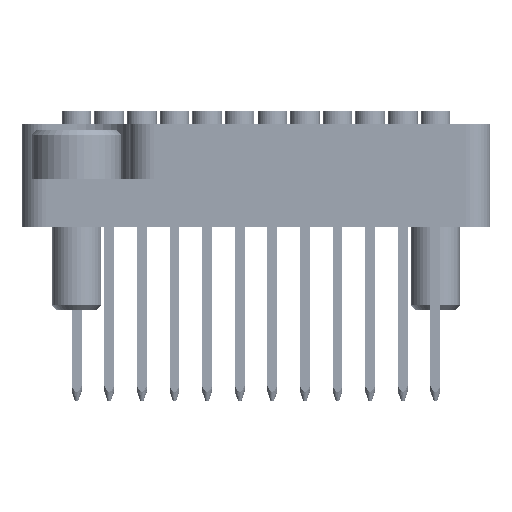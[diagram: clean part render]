
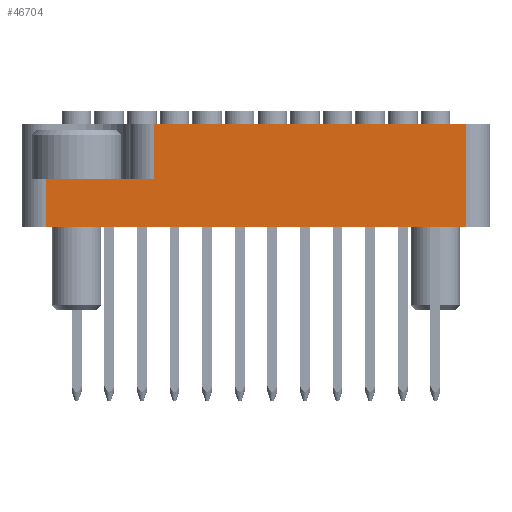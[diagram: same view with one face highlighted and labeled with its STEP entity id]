
A CAD part, front view. The second image highlights one B-rep face of the part: STEP entity #46704.
In plain terms, the highlighted face is planar.
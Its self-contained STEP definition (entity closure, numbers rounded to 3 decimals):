
#1333 = VECTOR ( 'NONE', #43085, 1000. ) ;
#1577 = CARTESIAN_POINT ( 'NONE',  ( 30., 2.95, 6.25 ) ) ;
#2012 = CARTESIAN_POINT ( 'NONE',  ( 30., 6.35, -12.85 ) ) ;
#3599 = ORIENTED_EDGE ( 'NONE', *, *, #37240, .T. ) ;
#3897 = DIRECTION ( 'NONE',  ( 1., 0., 0. ) ) ;
#4383 = PLANE ( 'NONE',  #24061 ) ;
#4614 = EDGE_CURVE ( 'NONE', #29838, #23670, #41178, .T. ) ;
#4917 = VERTEX_POINT ( 'NONE', #22086 ) ;
#6275 = VECTOR ( 'NONE', #36872, 1000. ) ;
#6292 = DIRECTION ( 'NONE',  ( 0., 1., 0. ) ) ;
#6558 = ORIENTED_EDGE ( 'NONE', *, *, #38617, .T. ) ;
#9143 = ORIENTED_EDGE ( 'NONE', *, *, #34970, .T. ) ;
#9498 = LINE ( 'NONE', #29187, #29266 ) ;
#12195 = CARTESIAN_POINT ( 'NONE',  ( 30., 6.35, 14.35 ) ) ;
#12449 = DIRECTION ( 'NONE',  ( 0., 1., 0. ) ) ;
#12819 = LINE ( 'NONE', #31531, #24612 ) ;
#13856 = LINE ( 'NONE', #2012, #26660 ) ;
#15252 = EDGE_LOOP ( 'NONE', ( #35951, #6558, #43174, #3599, #40743, #9143 ) ) ;
#16283 = CARTESIAN_POINT ( 'NONE',  ( 30., 0., 12.85 ) ) ;
#17661 = CARTESIAN_POINT ( 'NONE',  ( 30., 6.35, 6.25 ) ) ;
#19701 = DIRECTION ( 'NONE',  ( 0., 0., -1. ) ) ;
#20626 = VERTEX_POINT ( 'NONE', #29461 ) ;
#22086 = CARTESIAN_POINT ( 'NONE',  ( 30., 2.95, 12.85 ) ) ;
#23257 = CARTESIAN_POINT ( 'NONE',  ( 30., 6.35, -12.85 ) ) ;
#23670 = VERTEX_POINT ( 'NONE', #23257 ) ;
#24061 = AXIS2_PLACEMENT_3D ( 'NONE', #12195, #3897, #12449 ) ;
#24185 = VERTEX_POINT ( 'NONE', #44134 ) ;
#24612 = VECTOR ( 'NONE', #19701, 1000. ) ;
#25431 = DIRECTION ( 'NONE',  ( 0., 0., -1. ) ) ;
#26660 = VECTOR ( 'NONE', #6292, 1000. ) ;
#29187 = CARTESIAN_POINT ( 'NONE',  ( 30., 2.95, 7.75 ) ) ;
#29266 = VECTOR ( 'NONE', #25431, 1000. ) ;
#29461 = CARTESIAN_POINT ( 'NONE',  ( 30., 0., 12.85 ) ) ;
#29838 = VERTEX_POINT ( 'NONE', #17661 ) ;
#30599 = CARTESIAN_POINT ( 'NONE',  ( 30., 2.95, 6.25 ) ) ;
#31531 = CARTESIAN_POINT ( 'NONE',  ( 30., 0., 14.35 ) ) ;
#34970 = EDGE_CURVE ( 'NONE', #4917, #20626, #35270, .T. ) ;
#35270 = LINE ( 'NONE', #16283, #1333 ) ;
#35951 = ORIENTED_EDGE ( 'NONE', *, *, #43939, .T. ) ;
#36427 = DIRECTION ( 'NONE',  ( 0., -1., 0. ) ) ;
#36872 = DIRECTION ( 'NONE',  ( 0., 0., -1. ) ) ;
#37240 = EDGE_CURVE ( 'NONE', #29838, #48349, #47322, .T. ) ;
#38617 = EDGE_CURVE ( 'NONE', #24185, #23670, #13856, .T. ) ;
#38772 = FACE_OUTER_BOUND ( 'NONE', #15252, .T. ) ;
#40477 = EDGE_CURVE ( 'NONE', #4917, #48349, #9498, .T. ) ;
#40743 = ORIENTED_EDGE ( 'NONE', *, *, #40477, .F. ) ;
#41178 = LINE ( 'NONE', #44210, #6275 ) ;
#41899 = VECTOR ( 'NONE', #36427, 1000. ) ;
#43085 = DIRECTION ( 'NONE',  ( 0., -1., 0. ) ) ;
#43174 = ORIENTED_EDGE ( 'NONE', *, *, #4614, .F. ) ;
#43939 = EDGE_CURVE ( 'NONE', #20626, #24185, #12819, .T. ) ;
#44134 = CARTESIAN_POINT ( 'NONE',  ( 30., 0., -12.85 ) ) ;
#44210 = CARTESIAN_POINT ( 'NONE',  ( 30., 6.35, 14.35 ) ) ;
#46704 = ADVANCED_FACE ( 'NONE', ( #38772 ), #4383, .T. ) ;
#47322 = LINE ( 'NONE', #1577, #41899 ) ;
#48349 = VERTEX_POINT ( 'NONE', #30599 ) ;
